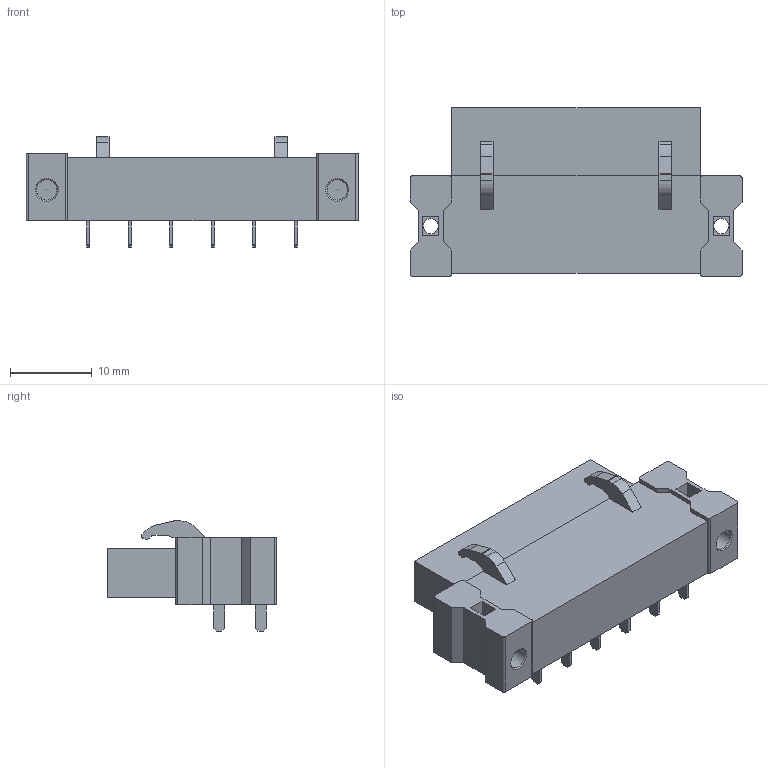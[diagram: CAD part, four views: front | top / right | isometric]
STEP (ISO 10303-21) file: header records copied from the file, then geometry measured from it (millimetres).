
FILE_DESCRIPTION(('CATIA V5 STEP','CAx-IF Rec.Pracs.--- Model Styling and Organization---1.2---2011-12-15'),'2;1');
FILE_NAME ('D1457319_0_1843790000_1843790000.stp','2018-09-01T03:04:49+00:00',('none'),('Weidmueller'),'CATIA Version 5-6 Release 2014','CATIA V5 STEP AP214','none');
FILE_SCHEMA(('AUTOMOTIVE_DESIGN { 1 0 10303 214 1 1 1 1 }'));
Length unit declared in the file: millimetre
Products named in the file (1): 1843790000
Bounding box: 40.64 x 20.65 x 13.48 mm (x, y, z)
Volume: 5122.9 mm3; surface area: 3015.7 mm2
Topology: 13 solids, 13 shells, 306 faces, 746 edges, 494 vertices
Faces by surface type: plane 244, cylinder 42, cone 20
Entity records: 8166 total; most frequent: ORIENTED_EDGE 1492, CARTESIAN_POINT 1418, DIRECTION 1100, EDGE_CURVE 746, VECTOR 630, LINE 630, VERTEX_POINT 494, EDGE_LOOP 346
